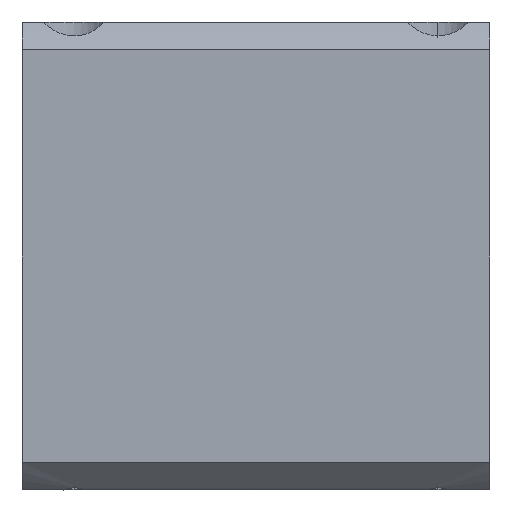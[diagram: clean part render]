
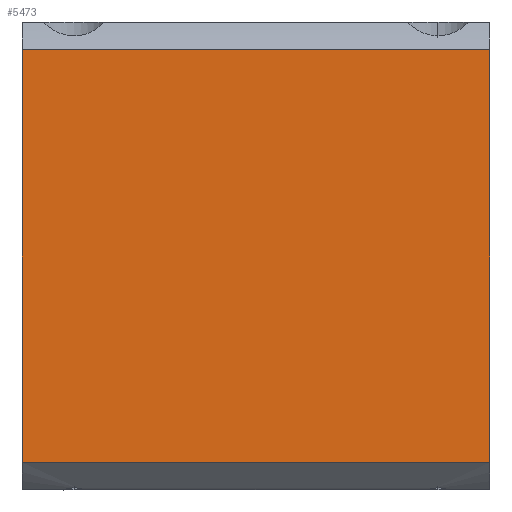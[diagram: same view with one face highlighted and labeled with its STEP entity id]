
A CAD part, left-side view. The second image highlights one B-rep face of the part: STEP entity #5473.
In plain terms, the highlighted planar face has unit normal (-1, 0, 0).
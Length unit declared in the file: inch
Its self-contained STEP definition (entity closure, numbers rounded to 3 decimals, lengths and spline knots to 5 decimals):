
#523 = VECTOR ( 'NONE', #8880, 39.37008 ) ;
#526 = VECTOR ( 'NONE', #8883, 39.37008 ) ;
#1152 = AXIS2_PLACEMENT_3D ( 'NONE', #8424, #8425, #8426 ) ;
#2443 = EDGE_CURVE ( 'NONE', #4831, #4811, #2840, .T. ) ;
#2461 = EDGE_CURVE ( 'NONE', #4830, #4831, #3000, .T. ) ;
#2840 = LINE ( 'NONE', #2871, #5840 ) ;
#2871 = CARTESIAN_POINT ( 'NONE',  ( -1.125, 0., -0.13284 ) ) ;
#2873 = DIRECTION ( 'NONE',  ( 0., -1., 0. ) ) ;
#2990 = CARTESIAN_POINT ( 'NONE',  ( -1.125, 1.125, -1.125 ) ) ;
#3000 = LINE ( 'NONE', #2990, #5879 ) ;
#3004 = DIRECTION ( 'NONE',  ( 0., 0., 1. ) ) ;
#4080 = ORIENTED_EDGE ( 'NONE', *, *, #2443, .F. ) ;
#4092 = ORIENTED_EDGE ( 'NONE', *, *, #7987, .T. ) ;
#4122 = ORIENTED_EDGE ( 'NONE', *, *, #7984, .F. ) ;
#4143 = ORIENTED_EDGE ( 'NONE', *, *, #2461, .F. ) ;
#4635 = EDGE_LOOP ( 'NONE', ( #4092, #4080, #4143, #4122 ) ) ;
#4811 = VERTEX_POINT ( 'NONE', #8219 ) ;
#4830 = VERTEX_POINT ( 'NONE', #8254 ) ;
#4831 = VERTEX_POINT ( 'NONE', #8255 ) ;
#4841 = VERTEX_POINT ( 'NONE', #8265 ) ;
#5473 = ADVANCED_FACE ( 'NONE', ( #8410 ), #8411, .F. ) ;
#5840 = VECTOR ( 'NONE', #2873, 39.37008 ) ;
#5879 = VECTOR ( 'NONE', #3004, 39.37008 ) ;
#7984 = EDGE_CURVE ( 'NONE', #4841, #4830, #8877, .T. ) ;
#7987 = EDGE_CURVE ( 'NONE', #4841, #4811, #8865, .T. ) ;
#8219 = CARTESIAN_POINT ( 'NONE',  ( -1.125, -1.125, -0.13284 ) ) ;
#8254 = CARTESIAN_POINT ( 'NONE',  ( -1.125, 1.125, -2.11716 ) ) ;
#8255 = CARTESIAN_POINT ( 'NONE',  ( -1.125, 1.125, -0.13284 ) ) ;
#8265 = CARTESIAN_POINT ( 'NONE',  ( -1.125, -1.125, -2.11716 ) ) ;
#8410 = FACE_OUTER_BOUND ( 'NONE', #4635, .T. ) ;
#8411 = PLANE ( 'NONE',  #1152 ) ;
#8424 = CARTESIAN_POINT ( 'NONE',  ( -1.125, -1.125, -0.13284 ) ) ;
#8425 = DIRECTION ( 'NONE',  ( 1., 0., 0. ) ) ;
#8426 = DIRECTION ( 'NONE',  ( 0., 0., -1. ) ) ;
#8865 = LINE ( 'NONE', #8881, #526 ) ;
#8877 = LINE ( 'NONE', #8879, #523 ) ;
#8879 = CARTESIAN_POINT ( 'NONE',  ( -1.125, 0., -2.11716 ) ) ;
#8880 = DIRECTION ( 'NONE',  ( 0., 1., 0. ) ) ;
#8881 = CARTESIAN_POINT ( 'NONE',  ( -1.125, -1.125, -1.125 ) ) ;
#8883 = DIRECTION ( 'NONE',  ( 0., 0., 1. ) ) ;
